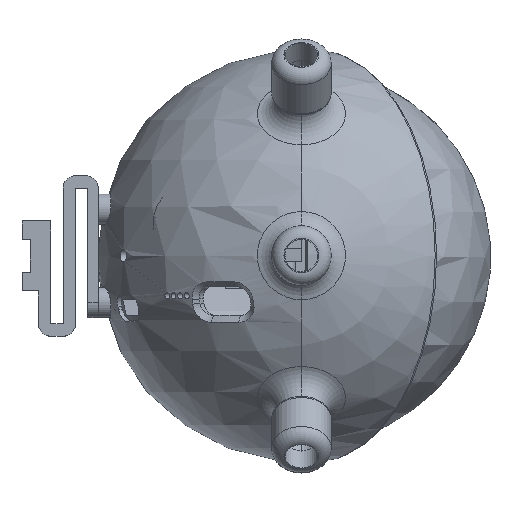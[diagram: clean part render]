
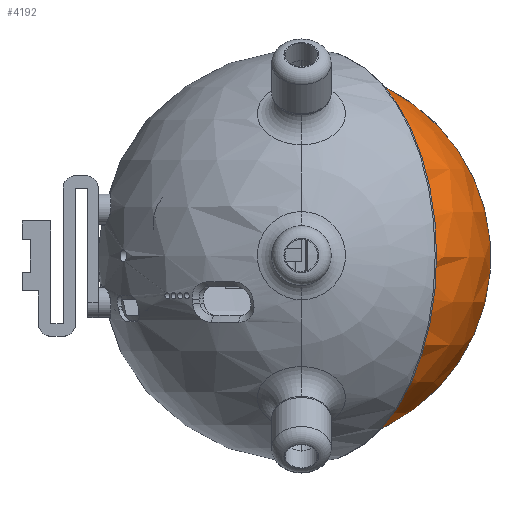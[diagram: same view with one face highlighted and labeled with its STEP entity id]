
A CAD part, top view. The second image highlights one B-rep face of the part: STEP entity #4192.
In plain terms, the highlighted spherical face has radius 46 mm.
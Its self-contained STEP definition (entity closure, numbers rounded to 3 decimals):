
#2508=(
BOUNDED_CURVE()
B_SPLINE_CURVE(3,(#27703,#27704,#27705,#27706),.UNSPECIFIED.,.F.,.F.)
B_SPLINE_CURVE_WITH_KNOTS((4,4),(0.,1.),.UNSPECIFIED.)
CURVE()
GEOMETRIC_REPRESENTATION_ITEM()
RATIONAL_B_SPLINE_CURVE((0.518,0.522,0.526,
0.532))
REPRESENTATION_ITEM('')
);
#2922=SPHERICAL_SURFACE('',#19099,46.);
#3505=B_SPLINE_CURVE_WITH_KNOTS('',3,(#27583,#27584,#27585,#27586),
 .UNSPECIFIED.,.F.,.F.,(4,4),(0.,1.),.UNSPECIFIED.);
#3508=B_SPLINE_CURVE_WITH_KNOTS('',3,(#27619,#27620,#27621,#27622,#27623,
#27624,#27625,#27626,#27627,#27628,#27629,#27630,#27631,#27632,#27633,#27634,
#27635,#27636),.UNSPECIFIED.,.F.,.F.,(4,2,2,2,2,2,2,2,4),(0.,0.125,0.25,
0.375,0.5,0.625,0.75,0.875,1.),.UNSPECIFIED.);
#4192=ADVANCED_FACE('',(#5432),#2922,.T.);
#5432=FACE_OUTER_BOUND('',#6254,.T.);
#6254=EDGE_LOOP('',(#9395,#9396,#9397,#9398,#9399,#9400,#9401,#9402));
#7319=CIRCLE('',#19081,45.932);
#7324=CIRCLE('',#19089,45.658);
#7328=CIRCLE('',#19095,45.658);
#7329=CIRCLE('',#19097,45.995);
#7330=CIRCLE('',#19098,45.932);
#9395=ORIENTED_EDGE('',*,*,#14668,.F.);
#9396=ORIENTED_EDGE('',*,*,#14675,.T.);
#9397=ORIENTED_EDGE('',*,*,#14672,.F.);
#9398=ORIENTED_EDGE('',*,*,#14643,.F.);
#9399=ORIENTED_EDGE('',*,*,#14676,.F.);
#9400=ORIENTED_EDGE('',*,*,#14639,.F.);
#9401=ORIENTED_EDGE('',*,*,#14677,.F.);
#9402=ORIENTED_EDGE('',*,*,#14653,.F.);
#12830=VERTEX_POINT('',#27581);
#12832=VERTEX_POINT('',#27587);
#12835=VERTEX_POINT('',#27593);
#12836=VERTEX_POINT('',#27595);
#12844=VERTEX_POINT('',#27618);
#12845=VERTEX_POINT('',#27637);
#12856=VERTEX_POINT('',#27682);
#12859=VERTEX_POINT('',#27692);
#14639=EDGE_CURVE('',#12830,#12832,#3505,.T.);
#14643=EDGE_CURVE('',#12835,#12836,#7319,.T.);
#14653=EDGE_CURVE('',#12844,#12845,#3508,.T.);
#14668=EDGE_CURVE('',#12856,#12844,#7324,.T.);
#14672=EDGE_CURVE('',#12836,#12859,#7328,.T.);
#14675=EDGE_CURVE('',#12856,#12859,#7329,.T.);
#14676=EDGE_CURVE('',#12832,#12835,#7330,.T.);
#14677=EDGE_CURVE('',#12845,#12830,#2508,.T.);
#19081=AXIS2_PLACEMENT_3D('',#27594,#21614,#21615);
#19089=AXIS2_PLACEMENT_3D('',#27683,#21644,#21645);
#19095=AXIS2_PLACEMENT_3D('',#27691,#21656,#21657);
#19097=AXIS2_PLACEMENT_3D('',#27701,#21661,#21662);
#19098=AXIS2_PLACEMENT_3D('',#27702,#21663,#21664);
#19099=AXIS2_PLACEMENT_3D('',#27707,#21665,#21666);
#21614=DIRECTION('',(0.,-0.731,0.682));
#21615=DIRECTION('',(0.,-0.682,-0.731));
#21644=DIRECTION('',(0.,-0.844,-0.536));
#21645=DIRECTION('',(0.,0.536,-0.844));
#21656=DIRECTION('',(0.,-0.844,-0.536));
#21657=DIRECTION('',(0.,0.536,-0.844));
#21661=DIRECTION('',(0.,0.,1.));
#21662=DIRECTION('',(0.,1.,0.));
#21663=DIRECTION('',(0.,-0.731,0.682));
#21664=DIRECTION('',(0.,-0.682,-0.731));
#21665=DIRECTION('',(-1.,0.,0.));
#21666=DIRECTION('',(0.,1.,0.));
#27581=CARTESIAN_POINT('',(-21.5,25.854,31.39));
#27583=CARTESIAN_POINT('',(-21.5,25.854,31.39));
#27584=CARTESIAN_POINT('',(-23.594,25.097,30.579));
#27585=CARTESIAN_POINT('',(-25.599,24.231,29.65));
#27586=CARTESIAN_POINT('',(-27.5,23.262,28.611));
#27587=CARTESIAN_POINT('',(-27.5,23.262,28.611));
#27593=CARTESIAN_POINT('',(-32.5,20.308,25.443));
#27594=CARTESIAN_POINT('',(0.,-1.828,1.705));
#27595=CARTESIAN_POINT('',(-45.479,2.559,6.41));
#27618=CARTESIAN_POINT('',(45.479,2.559,6.41));
#27619=CARTESIAN_POINT('',(45.479,2.559,6.41));
#27620=CARTESIAN_POINT('',(44.997,4.885,8.904));
#27621=CARTESIAN_POINT('',(44.132,7.168,11.352));
#27622=CARTESIAN_POINT('',(41.674,11.551,16.052));
#27623=CARTESIAN_POINT('',(40.081,13.65,18.304));
#27624=CARTESIAN_POINT('',(36.256,17.547,22.483));
#27625=CARTESIAN_POINT('',(34.017,19.351,24.417));
#27626=CARTESIAN_POINT('',(29.011,22.571,27.87));
#27627=CARTESIAN_POINT('',(26.246,23.987,29.388));
#27628=CARTESIAN_POINT('',(20.307,26.367,31.941));
#27629=CARTESIAN_POINT('',(17.147,27.327,32.97));
#27630=CARTESIAN_POINT('',(10.589,28.743,34.489));
#27631=CARTESIAN_POINT('',(7.188,29.2,34.979));
#27632=CARTESIAN_POINT('',(0.334,29.584,35.391));
#27633=CARTESIAN_POINT('',(-3.128,29.512,35.314));
#27634=CARTESIAN_POINT('',(-9.941,28.845,34.598));
#27635=CARTESIAN_POINT('',(-13.287,28.25,33.96));
#27636=CARTESIAN_POINT('',(-16.5,27.406,33.055));
#27637=CARTESIAN_POINT('',(-16.5,27.406,33.055));
#27682=CARTESIAN_POINT('',(45.578,6.177,0.708));
#27683=CARTESIAN_POINT('',(0.,4.724,2.998));
#27691=CARTESIAN_POINT('',(0.,4.724,2.998));
#27692=CARTESIAN_POINT('',(-45.578,6.177,0.708));
#27701=CARTESIAN_POINT('',(0.,0.,0.708));
#27702=CARTESIAN_POINT('',(0.,-1.828,1.705));
#27703=CARTESIAN_POINT('',(-16.5,27.406,33.055));
#27704=CARTESIAN_POINT('',(-18.218,26.955,32.571));
#27705=CARTESIAN_POINT('',(-19.887,26.436,32.015));
#27706=CARTESIAN_POINT('',(-21.5,25.854,31.391));
#27707=CARTESIAN_POINT('',(0.,0.,0.));
